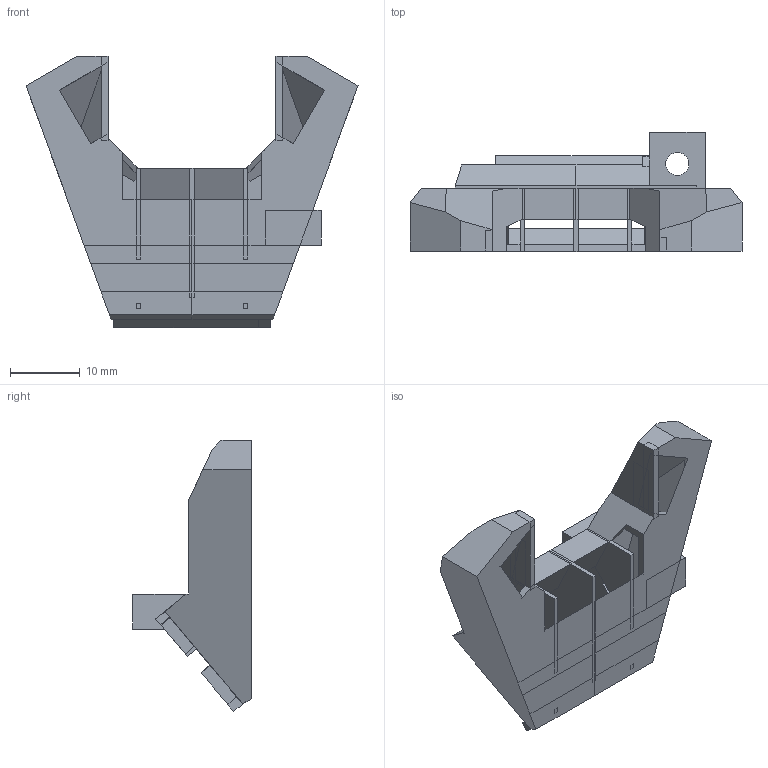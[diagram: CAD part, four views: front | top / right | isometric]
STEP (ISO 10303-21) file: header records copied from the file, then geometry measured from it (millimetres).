
FILE_DESCRIPTION(/* description */ (''),/* implementation_level */ '2;1');
FILE_NAME(/* name */ 'prusa fan.step',/* time_stamp */ '2019-04-01T18:11:38+02:00',/* author */ (''),/* organization */ (''),/* preprocessor_version */ 'ST-DEVELOPER v17.2',/* originating_system */ 'Autodesk Translation Framework v7.6.0.251',/* authorisation */ '');
FILE_SCHEMA (('AUTOMOTIVE_DESIGN { 1 0 10303 214 3 1 1 }'));
Length unit declared in the file: millimetre
Products named in the file (1): prusa fan
Bounding box: 47.5 x 17 x 38.79 mm (x, y, z)
Volume: 3901.4 mm3; surface area: 5416.1 mm2
Topology: 1 solids, 1 shells, 275 faces, 763 edges, 480 vertices
Faces by surface type: plane 274, cylinder 1
Full cylindrical faces by diameter (mm): 3.3 x1
Entity records: 8559 total; most frequent: ORIENTED_EDGE 1526, CARTESIAN_POINT 1519, DIRECTION 1317, EDGE_CURVE 763, LINE 761, VECTOR 761, VERTEX_POINT 480, EDGE_LOOP 279
